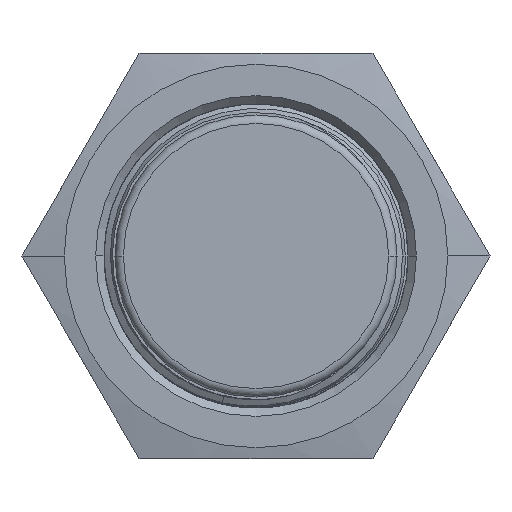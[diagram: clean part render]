
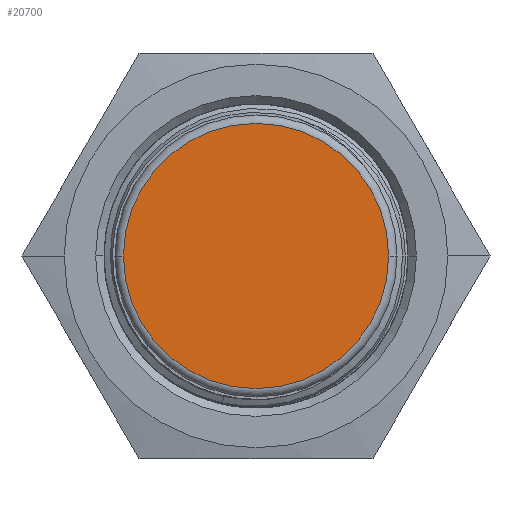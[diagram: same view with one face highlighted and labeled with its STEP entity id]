
A CAD part, left-side view. The second image highlights one B-rep face of the part: STEP entity #20700.
In plain terms, the highlighted planar face has unit normal (-1, 0, 0).
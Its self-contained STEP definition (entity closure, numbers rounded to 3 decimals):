
#20354=CARTESIAN_POINT('',(0.,0.,0.));
#20355=DIRECTION('',(-1.,0.,0.));
#20356=DIRECTION('',(0.,1.,0.));
#20357=AXIS2_PLACEMENT_3D('',#20354,#20355,#20356);
#20359=CARTESIAN_POINT('',(0.,0.,0.));
#20360=DIRECTION('',(-1.,0.,0.));
#20361=DIRECTION('',(0.,-1.,0.));
#20362=AXIS2_PLACEMENT_3D('',#20359,#20360,#20361);
#20424=CARTESIAN_POINT('',(0.,7.85,0.));
#20425=CARTESIAN_POINT('',(0.,-7.85,0.));
#20426=VERTEX_POINT('',#20424);
#20427=VERTEX_POINT('',#20425);
#20690=CARTESIAN_POINT('',(0.,0.,0.));
#20691=DIRECTION('',(1.,0.,0.));
#20692=DIRECTION('',(0.,-1.,0.));
#20693=AXIS2_PLACEMENT_3D('',#20690,#20691,#20692);
#20694=PLANE('',#20693);
#20695=ORIENTED_EDGE('',*,*,#20680,.F.);
#20697=ORIENTED_EDGE('',*,*,#20696,.F.);
#20698=EDGE_LOOP('',(#20695,#20697));
#20699=FACE_OUTER_BOUND('',#20698,.F.);
#20700=ADVANCED_FACE('',(#20699),#20694,.F.);
#20358=CIRCLE('',#20357,7.85);
#20363=CIRCLE('',#20362,7.85);
#20680=EDGE_CURVE('',#20426,#20427,#20358,.T.);
#20696=EDGE_CURVE('',#20427,#20426,#20363,.T.);
